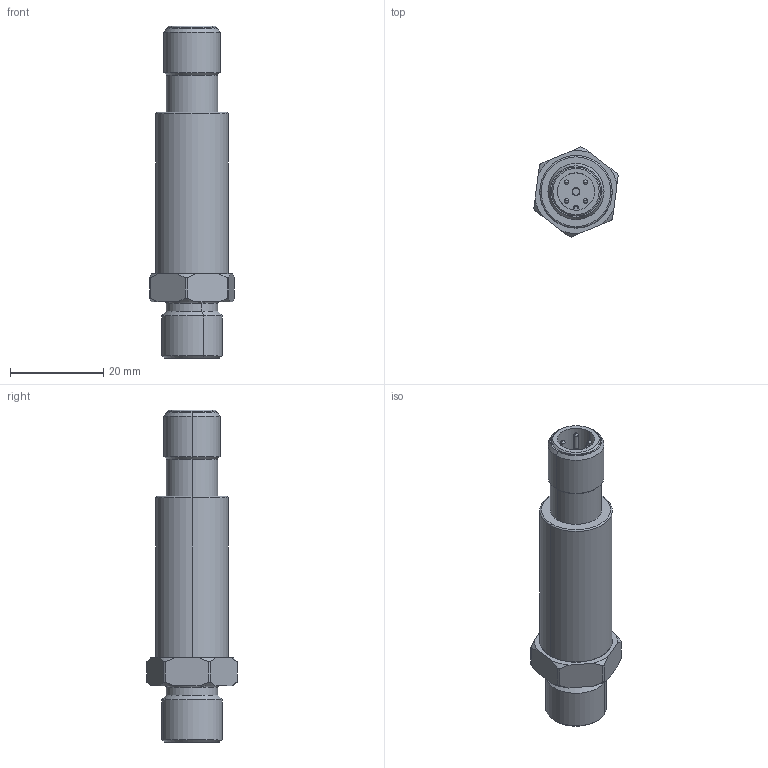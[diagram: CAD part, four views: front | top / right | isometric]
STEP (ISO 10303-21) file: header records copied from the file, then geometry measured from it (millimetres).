
FILE_DESCRIPTION(/* description */ ('Alibre Inc.'),/* implementation_level */ '2;1');
FILE_NAME(/* name */ 'export0',/* time_stamp */ '2018-07-13T08:44:47+02:00',/* author */ (''),/* organization */ (''),/* preprocessor_version */ 'ST-DEVELOPER v17',/* originating_system */ 'Alibre',/* authorisation */ '');
FILE_SCHEMA (('CONFIG_CONTROL_DESIGN'));
Length unit declared in the file: millimetre
Products named in the file (2): ID_1; ID_2
Bounding box: 18.07 x 19.28 x 71.1 mm (x, y, z)
Volume: 5223 mm3; surface area: 7912.4 mm2
Topology: 1 solids, 1 shells, 211 faces, 543 edges, 337 vertices
Faces by surface type: plane 77, cylinder 70, cone 32, torus 13, bspline 11, sphere 8
Entity records: 6855 total; most frequent: CARTESIAN_POINT 1609, ORIENTED_EDGE 1062, DIRECTION 1042, EDGE_CURVE 531, AXIS2_PLACEMENT_3D 435, VERTEX_POINT 333, VECTOR 261, LINE 261
